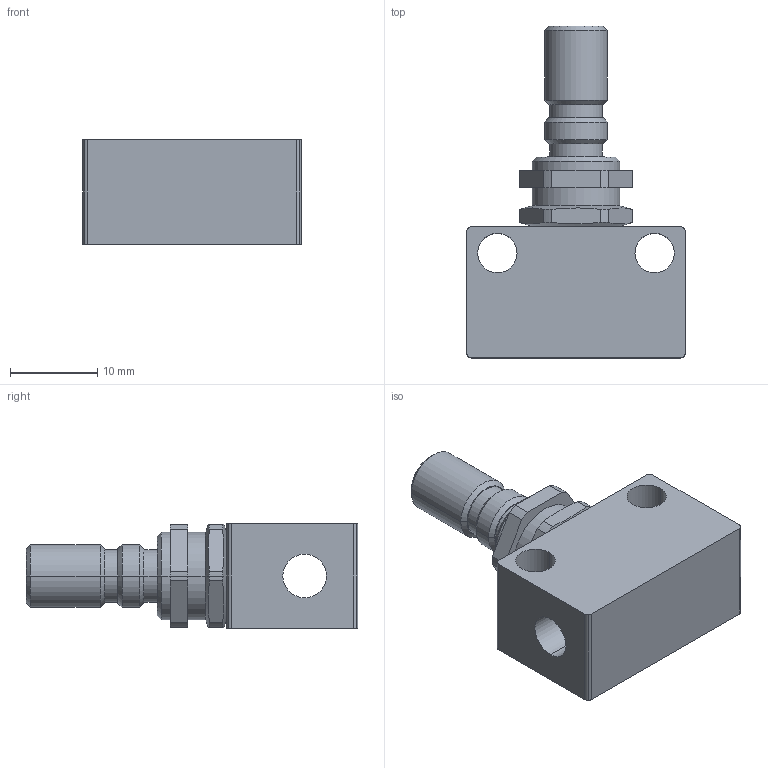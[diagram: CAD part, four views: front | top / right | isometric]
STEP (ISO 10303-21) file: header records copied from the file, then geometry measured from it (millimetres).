
FILE_DESCRIPTION((''),'2;1');
FILE_NAME('12_047_4.stp','2002-11-27T20:17:17',('Branislav Petkovic'),('AZ Pneumatica'),'AutoCAD STEP 2000i','AutoCAD 2000i','Via J. F. Kennedy, 26, 20020 Misinto (MI), ITALY');
FILE_SCHEMA(('CONFIG_CONTROL_DESIGN'));
Length unit declared in the file: millimetre
Products named in the file (2): 12_047_4; PART1
Assembly tree (1 placements, depth 2):
  12_047_4
    PART1
Bounding box: 25 x 38 x 12 mm (x, y, z)
Surface area: 3136.1 mm2 (no closed solid volume)
Topology: 0 solids, 1 shells, 82 faces, 202 edges, 130 vertices
Faces by surface type: cylinder 42, plane 26, cone 14
Entity records: 2561 total; most frequent: DIRECTION 456, CARTESIAN_POINT 440, ORIENTED_EDGE 404, EDGE_CURVE 202, AXIS2_PLACEMENT_3D 182, VERTEX_POINT 130, CIRCLE 98, EDGE_LOOP 96
